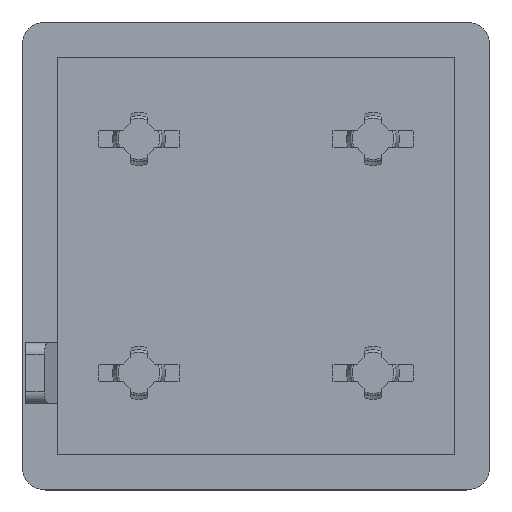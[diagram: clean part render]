
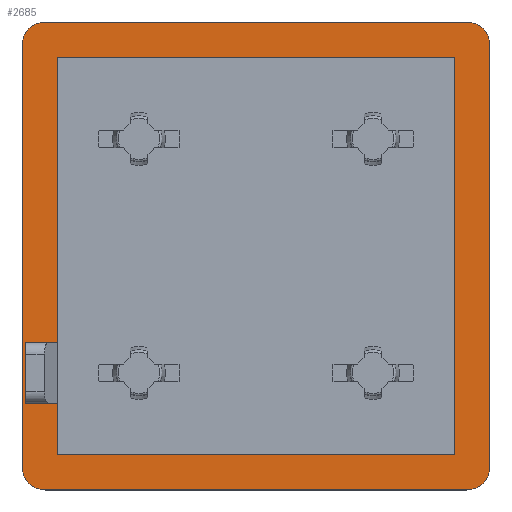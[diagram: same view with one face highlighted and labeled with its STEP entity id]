
A CAD part, top view. The second image highlights one B-rep face of the part: STEP entity #2685.
In plain terms, the highlighted planar face has unit normal (0, 0, 1).
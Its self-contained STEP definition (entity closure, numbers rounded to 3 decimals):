
#19=FACE_BOUND('',#932,.T.);
#171=PLANE('',#2983);
#194=LINE('',#3821,#401);
#195=LINE('',#3823,#402);
#205=LINE('',#3854,#412);
#372=LINE('',#4896,#579);
#373=LINE('',#4898,#580);
#374=LINE('',#4900,#581);
#375=LINE('',#4901,#582);
#376=LINE('',#4903,#583);
#377=LINE('',#4905,#584);
#378=LINE('',#4907,#585);
#379=LINE('',#4909,#586);
#380=LINE('',#4910,#587);
#401=VECTOR('',#3066,10.);
#402=VECTOR('',#3069,10.);
#412=VECTOR('',#3099,10.);
#579=VECTOR('',#3726,10.);
#580=VECTOR('',#3729,10.);
#581=VECTOR('',#3732,10.);
#582=VECTOR('',#3733,10.);
#583=VECTOR('',#3734,10.);
#584=VECTOR('',#3735,10.);
#585=VECTOR('',#3736,10.);
#586=VECTOR('',#3737,10.);
#587=VECTOR('',#3738,10.);
#781=FACE_OUTER_BOUND('',#931,.T.);
#931=EDGE_LOOP('',(#2500,#2501,#2502,#2503,#2504,#2505,#2506,#2507));
#932=EDGE_LOOP('',(#2508,#2509,#2510,#2511,#2512,#2513,#2514,#2515));
#942=CIRCLE('',#2717,2.);
#946=CIRCLE('',#2723,2.);
#950=CIRCLE('',#2729,2.);
#954=CIRCLE('',#2736,2.);
#1072=VERTEX_POINT('',#3764);
#1073=VERTEX_POINT('',#3765);
#1077=VERTEX_POINT('',#3777);
#1078=VERTEX_POINT('',#3778);
#1082=VERTEX_POINT('',#3790);
#1083=VERTEX_POINT('',#3791);
#1087=VERTEX_POINT('',#3806);
#1088=VERTEX_POINT('',#3807);
#1095=VERTEX_POINT('',#3841);
#1096=VERTEX_POINT('',#3843);
#1099=VERTEX_POINT('',#3853);
#1328=VERTEX_POINT('',#4894);
#1329=VERTEX_POINT('',#4902);
#1330=VERTEX_POINT('',#4904);
#1331=VERTEX_POINT('',#4906);
#1332=VERTEX_POINT('',#4908);
#1336=EDGE_CURVE('',#1072,#1073,#942,.T.);
#1342=EDGE_CURVE('',#1077,#1078,#946,.T.);
#1348=EDGE_CURVE('',#1082,#1083,#950,.T.);
#1356=EDGE_CURVE('',#1087,#1088,#954,.T.);
#1365=EDGE_CURVE('',#1072,#1083,#194,.T.);
#1366=EDGE_CURVE('',#1082,#1088,#195,.T.);
#1380=EDGE_CURVE('',#1099,#1096,#205,.T.);
#1723=EDGE_CURVE('',#1095,#1328,#372,.T.);
#1724=EDGE_CURVE('',#1328,#1099,#373,.T.);
#1725=EDGE_CURVE('',#1087,#1078,#374,.T.);
#1726=EDGE_CURVE('',#1077,#1073,#375,.T.);
#1727=EDGE_CURVE('',#1096,#1329,#376,.T.);
#1728=EDGE_CURVE('',#1329,#1330,#377,.T.);
#1729=EDGE_CURVE('',#1330,#1331,#378,.T.);
#1730=EDGE_CURVE('',#1331,#1332,#379,.T.);
#1731=EDGE_CURVE('',#1332,#1095,#380,.T.);
#2500=ORIENTED_EDGE('',*,*,#1336,.F.);
#2501=ORIENTED_EDGE('',*,*,#1365,.T.);
#2502=ORIENTED_EDGE('',*,*,#1348,.F.);
#2503=ORIENTED_EDGE('',*,*,#1366,.T.);
#2504=ORIENTED_EDGE('',*,*,#1356,.F.);
#2505=ORIENTED_EDGE('',*,*,#1725,.T.);
#2506=ORIENTED_EDGE('',*,*,#1342,.F.);
#2507=ORIENTED_EDGE('',*,*,#1726,.T.);
#2508=ORIENTED_EDGE('',*,*,#1723,.T.);
#2509=ORIENTED_EDGE('',*,*,#1724,.T.);
#2510=ORIENTED_EDGE('',*,*,#1380,.T.);
#2511=ORIENTED_EDGE('',*,*,#1727,.T.);
#2512=ORIENTED_EDGE('',*,*,#1728,.T.);
#2513=ORIENTED_EDGE('',*,*,#1729,.T.);
#2514=ORIENTED_EDGE('',*,*,#1730,.T.);
#2515=ORIENTED_EDGE('',*,*,#1731,.T.);
#2685=ADVANCED_FACE('',(#781,#19),#171,.T.);
#2717=AXIS2_PLACEMENT_3D('',#3766,#3002,#3003);
#2723=AXIS2_PLACEMENT_3D('',#3779,#3016,#3017);
#2729=AXIS2_PLACEMENT_3D('',#3792,#3030,#3031);
#2736=AXIS2_PLACEMENT_3D('',#3808,#3048,#3049);
#2983=AXIS2_PLACEMENT_3D('',#4899,#3730,#3731);
#3002=DIRECTION('center_axis',(0.,0.,-1.));
#3003=DIRECTION('ref_axis',(0.707,0.707,0.));
#3016=DIRECTION('center_axis',(0.,0.,-1.));
#3017=DIRECTION('ref_axis',(0.707,-0.707,0.));
#3030=DIRECTION('center_axis',(0.,0.,-1.));
#3031=DIRECTION('ref_axis',(-0.707,0.707,0.));
#3048=DIRECTION('center_axis',(0.,0.,-1.));
#3049=DIRECTION('ref_axis',(-0.707,-0.707,0.));
#3066=DIRECTION('',(-1.,0.,0.));
#3069=DIRECTION('',(0.,-1.,0.));
#3099=DIRECTION('',(1.,0.,0.));
#3726=DIRECTION('',(-1.,0.,0.));
#3729=DIRECTION('',(0.,1.,0.));
#3730=DIRECTION('center_axis',(0.,0.,1.));
#3731=DIRECTION('ref_axis',(1.,0.,0.));
#3732=DIRECTION('',(1.,0.,0.));
#3733=DIRECTION('',(0.,1.,0.));
#3734=DIRECTION('',(0.,1.,0.));
#3735=DIRECTION('',(1.,0.,0.));
#3736=DIRECTION('',(0.,-1.,0.));
#3737=DIRECTION('',(-1.,0.,0.));
#3738=DIRECTION('',(0.,1.,0.));
#3764=CARTESIAN_POINT('',(18.,20.,0.));
#3765=CARTESIAN_POINT('',(20.,18.,0.));
#3766=CARTESIAN_POINT('Origin',(18.,18.,0.));
#3777=CARTESIAN_POINT('',(20.,-18.,0.));
#3778=CARTESIAN_POINT('',(18.,-20.,0.));
#3779=CARTESIAN_POINT('Origin',(18.,-18.,0.));
#3790=CARTESIAN_POINT('',(-20.,18.,0.));
#3791=CARTESIAN_POINT('',(-18.,20.,0.));
#3792=CARTESIAN_POINT('Origin',(-18.,18.,0.));
#3806=CARTESIAN_POINT('',(-18.,-20.,0.));
#3807=CARTESIAN_POINT('',(-20.,-18.,0.));
#3808=CARTESIAN_POINT('Origin',(-18.,-18.,0.));
#3821=CARTESIAN_POINT('',(0.,20.,0.));
#3823=CARTESIAN_POINT('',(-20.,20.,0.));
#3841=CARTESIAN_POINT('',(-17.,-12.6,0.));
#3843=CARTESIAN_POINT('',(-17.,-7.4,0.));
#3853=CARTESIAN_POINT('',(-19.7,-7.4,0.));
#3854=CARTESIAN_POINT('',(-8.5,-7.4,0.));
#4894=CARTESIAN_POINT('',(-19.7,-12.6,0.));
#4896=CARTESIAN_POINT('',(-9.85,-12.6,0.));
#4898=CARTESIAN_POINT('',(-19.7,-3.7,0.));
#4899=CARTESIAN_POINT('Origin',(0.,0.,
0.));
#4900=CARTESIAN_POINT('',(-20.,-20.,0.));
#4901=CARTESIAN_POINT('',(20.,-20.,0.));
#4902=CARTESIAN_POINT('',(-17.,17.,0.));
#4903=CARTESIAN_POINT('',(-17.,-8.5,0.));
#4904=CARTESIAN_POINT('',(17.,17.,0.));
#4905=CARTESIAN_POINT('',(-8.5,17.,0.));
#4906=CARTESIAN_POINT('',(17.,-17.,0.));
#4907=CARTESIAN_POINT('',(17.,8.5,0.));
#4908=CARTESIAN_POINT('',(-17.,-17.,0.));
#4909=CARTESIAN_POINT('',(8.5,-17.,0.));
#4910=CARTESIAN_POINT('',(-17.,-8.5,0.));
